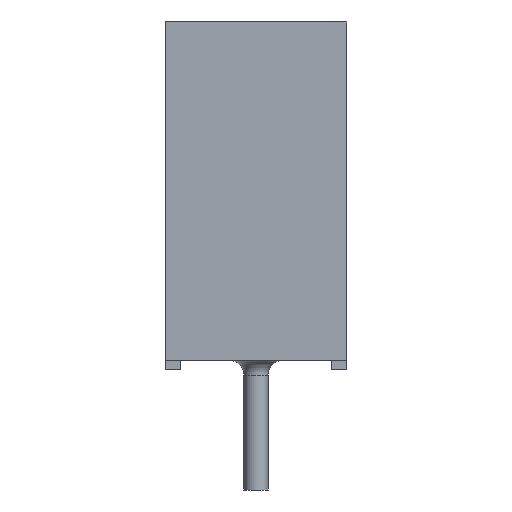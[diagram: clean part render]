
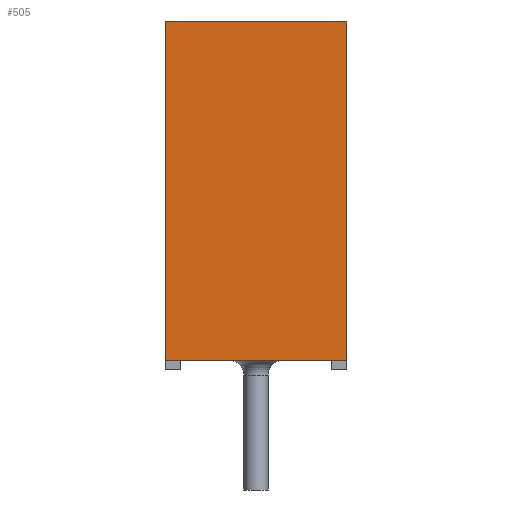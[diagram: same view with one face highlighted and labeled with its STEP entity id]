
A CAD part, left-side view. The second image highlights one B-rep face of the part: STEP entity #505.
In plain terms, the highlighted planar face has unit normal (-1, 0, 0).
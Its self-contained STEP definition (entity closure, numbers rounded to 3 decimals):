
#505 = ADVANCED_FACE( '', ( #1136 ), #1137, .F. );
#1136 = FACE_OUTER_BOUND( '', #1890, .T. );
#1137 = PLANE( '', #1891 );
#1890 = EDGE_LOOP( '', ( #3695, #3696, #3697, #3698 ) );
#1891 = AXIS2_PLACEMENT_3D( '', #3699, #3700, #3701 );
#3695 = ORIENTED_EDGE( '', *, *, #5434, .T. );
#3696 = ORIENTED_EDGE( '', *, *, #5385, .F. );
#3697 = ORIENTED_EDGE( '', *, *, #5531, .F. );
#3698 = ORIENTED_EDGE( '', *, *, #5481, .T. );
#3699 = CARTESIAN_POINT( '', ( -9., -3., 5.6 ) );
#3700 = DIRECTION( '', ( 1., 0., 0. ) );
#3701 = DIRECTION( '', ( 0., 0., -1. ) );
#5385 = EDGE_CURVE( '', #6466, #6468, #6469, .T. );
#5434 = EDGE_CURVE( '', #6536, #6468, #6537, .T. );
#5481 = EDGE_CURVE( '', #6604, #6536, #6605, .T. );
#5531 = EDGE_CURVE( '', #6604, #6466, #6673, .T. );
#6466 = VERTEX_POINT( '', #8887 );
#6468 = VERTEX_POINT( '', #8890 );
#6469 = LINE( '', #8891, #8892 );
#6536 = VERTEX_POINT( '', #9134 );
#6537 = LINE( '', #9135, #9136 );
#6604 = VERTEX_POINT( '', #9355 );
#6605 = LINE( '', #9356, #9357 );
#6673 = LINE( '', #9588, #9589 );
#8887 = CARTESIAN_POINT( '', ( -9., -3., -5.6 ) );
#8890 = CARTESIAN_POINT( '', ( -9., 3., -5.6 ) );
#8891 = CARTESIAN_POINT( '', ( -9., -3., -5.6 ) );
#8892 = VECTOR( '', #10345, 1000. );
#9134 = CARTESIAN_POINT( '', ( -9., 3., 5.6 ) );
#9135 = CARTESIAN_POINT( '', ( -9., 3., 5.6 ) );
#9136 = VECTOR( '', #10364, 1000. );
#9355 = CARTESIAN_POINT( '', ( -9., -3., 5.6 ) );
#9356 = CARTESIAN_POINT( '', ( -9., -3., 5.6 ) );
#9357 = VECTOR( '', #10398, 1000. );
#9588 = CARTESIAN_POINT( '', ( -9., -3., 5.6 ) );
#9589 = VECTOR( '', #10422, 1000. );
#10345 = DIRECTION( '', ( 0., 1., 0. ) );
#10364 = DIRECTION( '', ( 0., 0., -1. ) );
#10398 = DIRECTION( '', ( 0., 1., 0. ) );
#10422 = DIRECTION( '', ( 0., 0., -1. ) );
